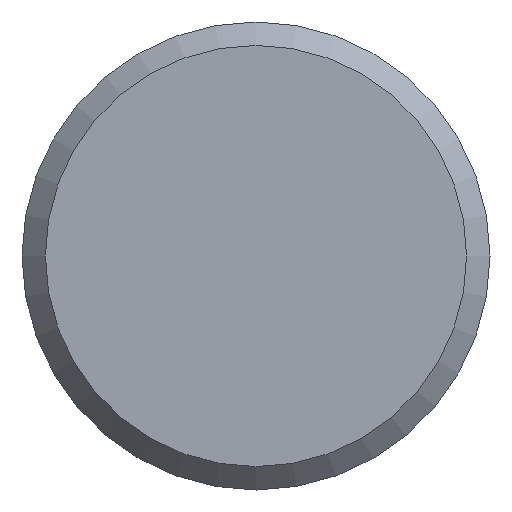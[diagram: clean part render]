
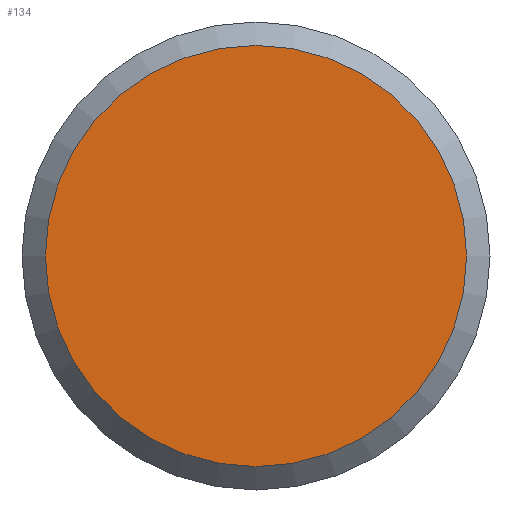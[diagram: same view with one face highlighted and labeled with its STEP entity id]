
A CAD part, front view. The second image highlights one B-rep face of the part: STEP entity #134.
In plain terms, the highlighted planar face has unit normal (0, -1, 0).
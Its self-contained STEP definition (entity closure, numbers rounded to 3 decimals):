
#23=PLANE('',#149);
#29=ORIENTED_EDGE('',*,*,#40,.T.);
#40=EDGE_CURVE('',#46,#46,#52,.F.);
#46=VERTEX_POINT('',#196);
#52=CIRCLE('',#150,4.5);
#59=EDGE_LOOP('',(#29));
#71=FACE_BOUND('',#59,.T.);
#134=ADVANCED_FACE('',(#71),#23,.F.);
#149=AXIS2_PLACEMENT_3D('',#194,#169,#170);
#150=AXIS2_PLACEMENT_3D('',#195,#171,#172);
#169=DIRECTION('',(0.,1.,0.));
#170=DIRECTION('',(0.,0.,1.));
#171=DIRECTION('',(0.,1.,0.));
#172=DIRECTION('',(0.,0.,1.));
#194=CARTESIAN_POINT('',(0.,0.,0.));
#195=CARTESIAN_POINT('',(0.,0.,0.));
#196=CARTESIAN_POINT('',(0.,0.,4.5));
